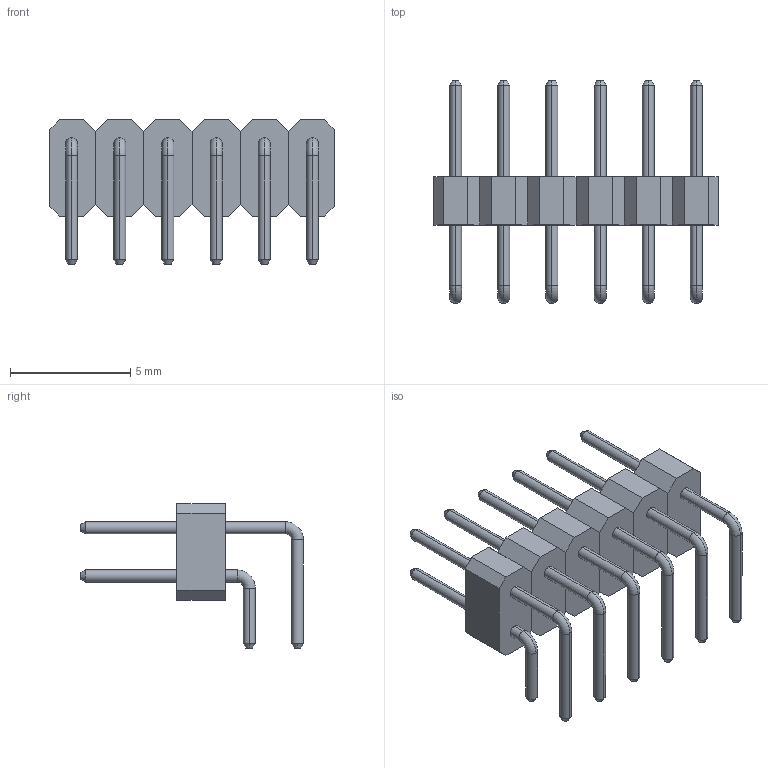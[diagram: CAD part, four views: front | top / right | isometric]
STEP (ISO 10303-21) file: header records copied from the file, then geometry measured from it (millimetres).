
FILE_DESCRIPTION (( 'STEP AP214' ), '1' );
FILE_NAME ('PLD 2-12 R.STEP', '2020-06-16T06:54:36', ( '' ), ( '' ), 'SwSTEP 2.0', 'SolidWorks 2018', '' );
FILE_SCHEMA (( 'AUTOMOTIVE_DESIGN' ));
Length unit declared in the file: millimetre
Products named in the file (1): PLD 2-12 R
Bounding box: 11.8 x 9.25 x 6 mm (x, y, z)
Volume: 111.4 mm3; surface area: 398.6 mm2
Topology: 6 solids, 6 shells, 228 faces, 504 edges, 312 vertices
Faces by surface type: plane 84, cylinder 72, cone 48, torus 24
Entity records: 8758 total; most frequent: DIRECTION 1202, CARTESIAN_POINT 1045, ORIENTED_EDGE 1008, EDGE_CURVE 504, AXIS2_PLACEMENT_3D 469, VERTEX_POINT 312, VECTOR 264, LINE 264
